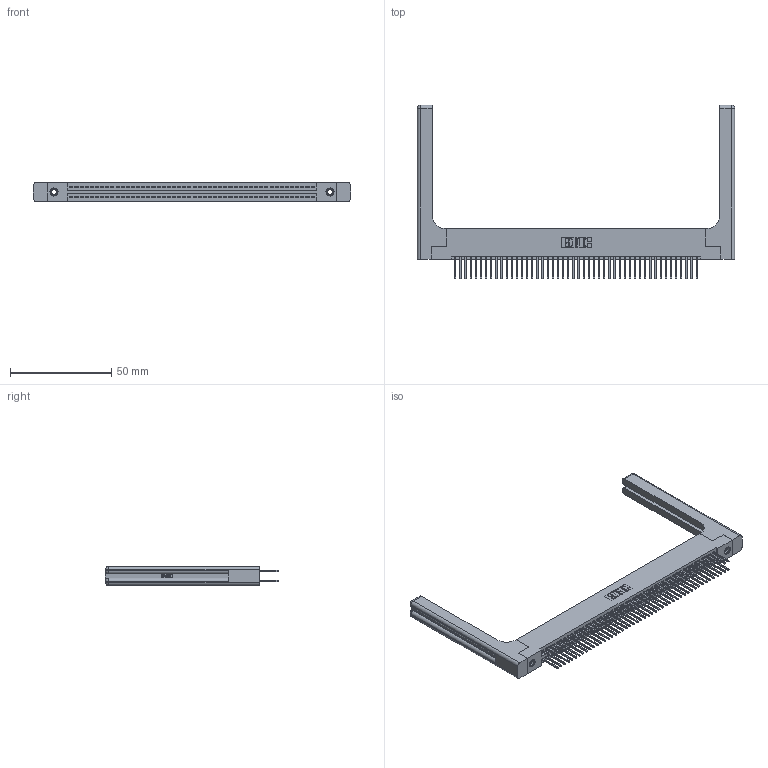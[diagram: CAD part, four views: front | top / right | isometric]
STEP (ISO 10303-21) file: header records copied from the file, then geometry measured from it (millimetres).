
FILE_DESCRIPTION (( 'STEP AP203' ), '1' );
FILE_NAME ('345-096-523-258.STEP', '2019-11-02T07:13:03', ( '' ), ( '' ), 'SwSTEP 2.0', 'SolidWorks 2016', '' );
FILE_SCHEMA (( 'CONFIG_CONTROL_DESIGN' ));
Length unit declared in the file: inch
Products named in the file (5): 345-220-058_345-220-058; 345-096-523-258; 345 Part_Flush Mounting Lugs - 0.156 Dia-TH; 345-250-001_345-250-001-102; 345-292-001_345-293-123
Assembly tree (101 placements, depth 2):
  345-096-523-258
    345 Part_Flush Mounting Lugs - 0.156 Dia-TH
    345-292-001_345-293-123  x96
    345-250-001_345-250-001-102  x2
    345-220-058_345-220-058  x2
Bounding box: 156.95 x 85.78 x 9.4 mm (x, y, z)
Volume: 23973.6 mm3; surface area: 28967 mm2
Topology: 101 solids, 101 shells, 5182 faces, 15311 edges, 10058 vertices
Faces by surface type: plane 3396, cylinder 1726, bspline 36, cone 12, sphere 8, torus 4
Entity records: 42054 total; most frequent: CARTESIAN_POINT 8037, ORIENTED_EDGE 6768, DIRECTION 6012, EDGE_CURVE 3384, VECTOR 2968, LINE 2968, VERTEX_POINT 2246, AXIS2_PLACEMENT_3D 1522
